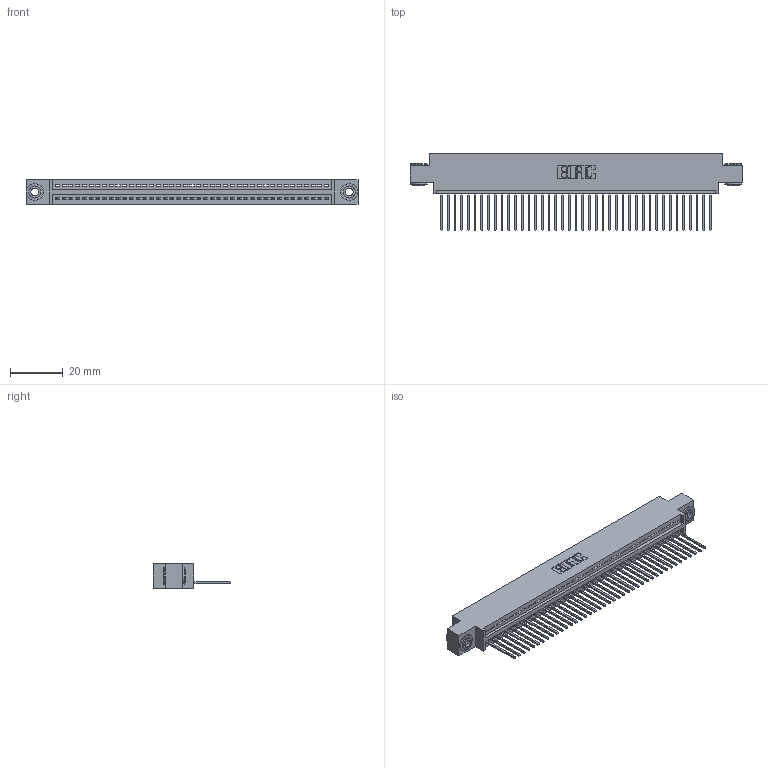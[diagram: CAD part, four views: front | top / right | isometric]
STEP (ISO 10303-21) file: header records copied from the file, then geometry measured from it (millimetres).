
FILE_DESCRIPTION (( 'STEP AP203' ), '1' );
FILE_NAME ('345-041-540-603.STEP', '2019-10-08T12:31:32', ( '' ), ( '' ), 'SwSTEP 2.0', 'SolidWorks 2016', '' );
FILE_SCHEMA (( 'CONFIG_CONTROL_DESIGN' ));
Length unit declared in the file: inch
Products named in the file (4): 345-292-001_345-293-140; 345-250-002_345-250-002-102; 345 Part_0.170 Offset - 0.156 Dia-TH; 345-041-540-603
Assembly tree (44 placements, depth 2):
  345-041-540-603
    345 Part_0.170 Offset - 0.156 Dia-TH
    345-292-001_345-293-140  x41
    345-250-002_345-250-002-102  x2
Bounding box: 125.35 x 29.13 x 9.4 mm (x, y, z)
Volume: 11859.1 mm3; surface area: 16486.6 mm2
Topology: 44 solids, 44 shells, 2546 faces, 7645 edges, 5038 vertices
Faces by surface type: plane 1734, cylinder 804, cone 8
Entity records: 31792 total; most frequent: CARTESIAN_POINT 5486, ORIENTED_EDGE 5454, DIRECTION 4823, EDGE_CURVE 2727, VECTOR 2407, LINE 2407, VERTEX_POINT 1814, AXIS2_PLACEMENT_3D 1208
